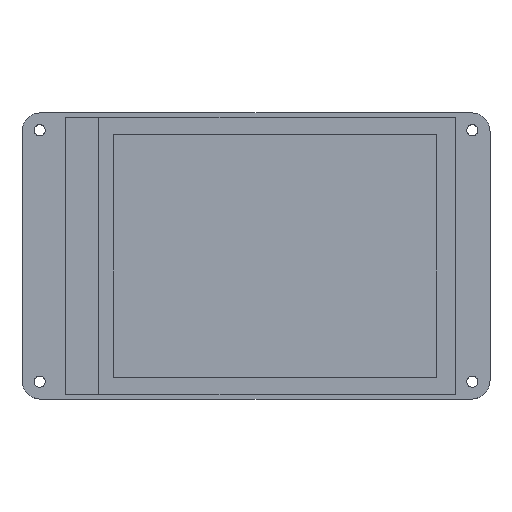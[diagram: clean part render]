
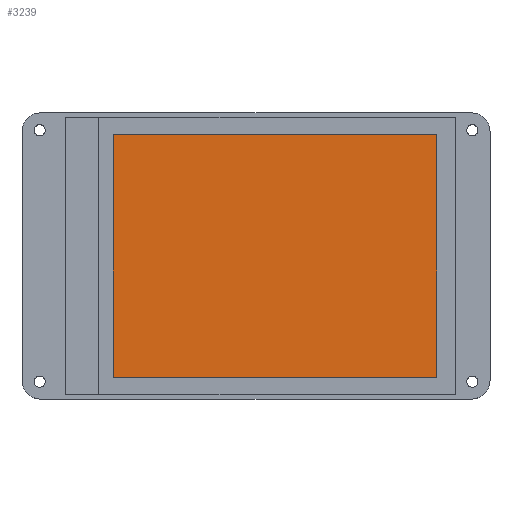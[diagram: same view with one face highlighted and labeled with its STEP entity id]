
A CAD part, top view. The second image highlights one B-rep face of the part: STEP entity #3239.
In plain terms, the highlighted planar face has unit normal (0, 0, 1).
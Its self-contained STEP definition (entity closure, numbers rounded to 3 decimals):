
#2531 = PLANE('',#2532);
#2532 = AXIS2_PLACEMENT_3D('',#2533,#2534,#2535);
#2533 = CARTESIAN_POINT('',(-21.6,18.36,3.7));
#2534 = DIRECTION('',(-1.,0.,0.));
#2535 = DIRECTION('',(0.,-1.,0.));
#2556 = VERTEX_POINT('',#2557);
#2557 = CARTESIAN_POINT('',(-21.6,18.36,3.68));
#2571 = PLANE('',#2572);
#2572 = AXIS2_PLACEMENT_3D('',#2573,#2574,#2575);
#2573 = CARTESIAN_POINT('',(27.36,18.36,3.7));
#2574 = DIRECTION('',(0.,1.,0.));
#2575 = DIRECTION('',(-1.,0.,0.));
#2583 = EDGE_CURVE('',#2556,#2584,#2586,.T.);
#2584 = VERTEX_POINT('',#2585);
#2585 = CARTESIAN_POINT('',(-21.6,-18.36,3.68));
#2586 = SURFACE_CURVE('',#2587,(#2591,#2598),.PCURVE_S1.);
#2587 = LINE('',#2588,#2589);
#2588 = CARTESIAN_POINT('',(-21.6,18.36,3.68));
#2589 = VECTOR('',#2590,1.);
#2590 = DIRECTION('',(0.,-1.,0.));
#2591 = PCURVE('',#2531,#2592);
#2592 = DEFINITIONAL_REPRESENTATION('',(#2593),#2597);
#2593 = LINE('',#2594,#2595);
#2594 = CARTESIAN_POINT('',(0.,-0.02));
#2595 = VECTOR('',#2596,1.);
#2596 = DIRECTION('',(1.,0.));
#2597 = ( GEOMETRIC_REPRESENTATION_CONTEXT(2) 
PARAMETRIC_REPRESENTATION_CONTEXT() REPRESENTATION_CONTEXT('2D SPACE',''
  ) );
#2598 = PCURVE('',#2599,#2604);
#2599 = PLANE('',#2600);
#2600 = AXIS2_PLACEMENT_3D('',#2601,#2602,#2603);
#2601 = CARTESIAN_POINT('',(0.,0.,3.68));
#2602 = DIRECTION('',(0.,0.,1.));
#2603 = DIRECTION('',(-1.,0.,0.));
#2604 = DEFINITIONAL_REPRESENTATION('',(#2605),#2609);
#2605 = LINE('',#2606,#2607);
#2606 = CARTESIAN_POINT('',(21.6,-18.36));
#2607 = VECTOR('',#2608,1.);
#2608 = DIRECTION('',(0.,1.));
#2609 = ( GEOMETRIC_REPRESENTATION_CONTEXT(2) 
PARAMETRIC_REPRESENTATION_CONTEXT() REPRESENTATION_CONTEXT('2D SPACE',''
  ) );
#2625 = PLANE('',#2626);
#2626 = AXIS2_PLACEMENT_3D('',#2627,#2628,#2629);
#2627 = CARTESIAN_POINT('',(-21.6,-18.36,3.7));
#2628 = DIRECTION('',(0.,-1.,0.));
#2629 = DIRECTION('',(1.,0.,0.));
#2793 = PLANE('',#2794);
#2794 = AXIS2_PLACEMENT_3D('',#2795,#2796,#2797);
#2795 = CARTESIAN_POINT('',(27.36,-18.36,3.7));
#2796 = DIRECTION('',(1.,0.,0.));
#2797 = DIRECTION('',(0.,1.,0.));
#3196 = EDGE_CURVE('',#2584,#3197,#3199,.T.);
#3197 = VERTEX_POINT('',#3198);
#3198 = CARTESIAN_POINT('',(27.36,-18.36,3.68));
#3199 = SURFACE_CURVE('',#3200,(#3204,#3211),.PCURVE_S1.);
#3200 = LINE('',#3201,#3202);
#3201 = CARTESIAN_POINT('',(-21.6,-18.36,3.68));
#3202 = VECTOR('',#3203,1.);
#3203 = DIRECTION('',(1.,0.,0.));
#3204 = PCURVE('',#2625,#3205);
#3205 = DEFINITIONAL_REPRESENTATION('',(#3206),#3210);
#3206 = LINE('',#3207,#3208);
#3207 = CARTESIAN_POINT('',(0.,-0.02));
#3208 = VECTOR('',#3209,1.);
#3209 = DIRECTION('',(1.,0.));
#3210 = ( GEOMETRIC_REPRESENTATION_CONTEXT(2) 
PARAMETRIC_REPRESENTATION_CONTEXT() REPRESENTATION_CONTEXT('2D SPACE',''
  ) );
#3211 = PCURVE('',#2599,#3212);
#3212 = DEFINITIONAL_REPRESENTATION('',(#3213),#3217);
#3213 = LINE('',#3214,#3215);
#3214 = CARTESIAN_POINT('',(21.6,18.36));
#3215 = VECTOR('',#3216,1.);
#3216 = DIRECTION('',(-1.,0.));
#3217 = ( GEOMETRIC_REPRESENTATION_CONTEXT(2) 
PARAMETRIC_REPRESENTATION_CONTEXT() REPRESENTATION_CONTEXT('2D SPACE',''
  ) );
#3239 = ADVANCED_FACE('',(#3240),#2599,.T.);
#3240 = FACE_BOUND('',#3241,.F.);
#3241 = EDGE_LOOP('',(#3242,#3243,#3244,#3267));
#3242 = ORIENTED_EDGE('',*,*,#3196,.F.);
#3243 = ORIENTED_EDGE('',*,*,#2583,.F.);
#3244 = ORIENTED_EDGE('',*,*,#3245,.F.);
#3245 = EDGE_CURVE('',#3246,#2556,#3248,.T.);
#3246 = VERTEX_POINT('',#3247);
#3247 = CARTESIAN_POINT('',(27.36,18.36,3.68));
#3248 = SURFACE_CURVE('',#3249,(#3253,#3260),.PCURVE_S1.);
#3249 = LINE('',#3250,#3251);
#3250 = CARTESIAN_POINT('',(27.36,18.36,3.68));
#3251 = VECTOR('',#3252,1.);
#3252 = DIRECTION('',(-1.,0.,0.));
#3253 = PCURVE('',#2599,#3254);
#3254 = DEFINITIONAL_REPRESENTATION('',(#3255),#3259);
#3255 = LINE('',#3256,#3257);
#3256 = CARTESIAN_POINT('',(-27.36,-18.36));
#3257 = VECTOR('',#3258,1.);
#3258 = DIRECTION('',(1.,0.));
#3259 = ( GEOMETRIC_REPRESENTATION_CONTEXT(2) 
PARAMETRIC_REPRESENTATION_CONTEXT() REPRESENTATION_CONTEXT('2D SPACE',''
  ) );
#3260 = PCURVE('',#2571,#3261);
#3261 = DEFINITIONAL_REPRESENTATION('',(#3262),#3266);
#3262 = LINE('',#3263,#3264);
#3263 = CARTESIAN_POINT('',(0.,-0.02));
#3264 = VECTOR('',#3265,1.);
#3265 = DIRECTION('',(1.,0.));
#3266 = ( GEOMETRIC_REPRESENTATION_CONTEXT(2) 
PARAMETRIC_REPRESENTATION_CONTEXT() REPRESENTATION_CONTEXT('2D SPACE',''
  ) );
#3267 = ORIENTED_EDGE('',*,*,#3268,.F.);
#3268 = EDGE_CURVE('',#3197,#3246,#3269,.T.);
#3269 = SURFACE_CURVE('',#3270,(#3274,#3281),.PCURVE_S1.);
#3270 = LINE('',#3271,#3272);
#3271 = CARTESIAN_POINT('',(27.36,-18.36,3.68));
#3272 = VECTOR('',#3273,1.);
#3273 = DIRECTION('',(0.,1.,0.));
#3274 = PCURVE('',#2599,#3275);
#3275 = DEFINITIONAL_REPRESENTATION('',(#3276),#3280);
#3276 = LINE('',#3277,#3278);
#3277 = CARTESIAN_POINT('',(-27.36,18.36));
#3278 = VECTOR('',#3279,1.);
#3279 = DIRECTION('',(0.,-1.));
#3280 = ( GEOMETRIC_REPRESENTATION_CONTEXT(2) 
PARAMETRIC_REPRESENTATION_CONTEXT() REPRESENTATION_CONTEXT('2D SPACE',''
  ) );
#3281 = PCURVE('',#2793,#3282);
#3282 = DEFINITIONAL_REPRESENTATION('',(#3283),#3287);
#3283 = LINE('',#3284,#3285);
#3284 = CARTESIAN_POINT('',(0.,-0.02));
#3285 = VECTOR('',#3286,1.);
#3286 = DIRECTION('',(1.,0.));
#3287 = ( GEOMETRIC_REPRESENTATION_CONTEXT(2) 
PARAMETRIC_REPRESENTATION_CONTEXT() REPRESENTATION_CONTEXT('2D SPACE',''
  ) );
